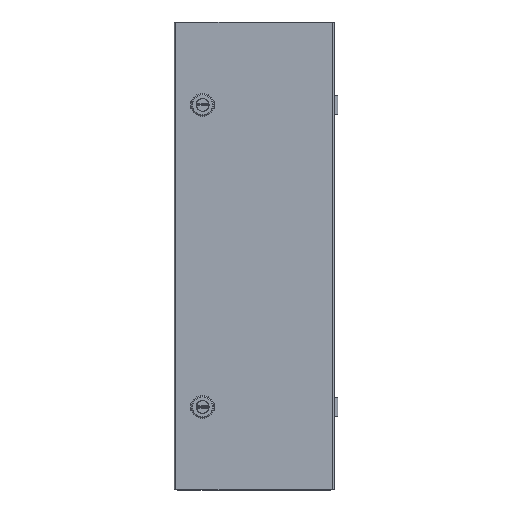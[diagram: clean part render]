
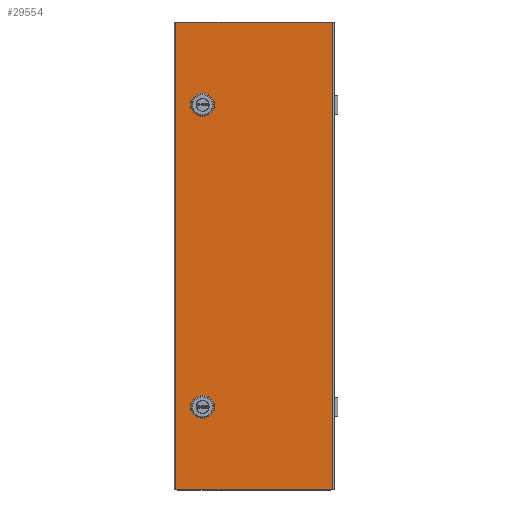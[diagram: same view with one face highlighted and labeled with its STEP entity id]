
A CAD part, top view. The second image highlights one B-rep face of the part: STEP entity #29554.
In plain terms, the highlighted planar face has unit normal (0, 0, 1).
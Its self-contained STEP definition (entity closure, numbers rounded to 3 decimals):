
#1618=FACE_BOUND('',#4287,.T.);
#1619=FACE_BOUND('',#4288,.T.);
#2408=FACE_OUTER_BOUND('',#4286,.T.);
#4286=EDGE_LOOP('',(#20784,#20785,#20786,#20787));
#4287=EDGE_LOOP('',(#20788,#20789,#20790,#20791,#20792,#20793,#20794,#20795,
#20796,#20797));
#4288=EDGE_LOOP('',(#20798,#20799,#20800,#20801,#20802,#20803,#20804,#20805,
#20806,#20807));
#6293=LINE('',#42963,#8815);
#6298=LINE('',#42977,#8820);
#6303=LINE('',#42986,#8825);
#6319=LINE('',#43037,#8841);
#6322=LINE('',#43044,#8844);
#6324=LINE('',#43050,#8846);
#6326=LINE('',#43059,#8848);
#6330=LINE('',#43068,#8852);
#6333=LINE('',#43073,#8855);
#6336=LINE('',#43082,#8858);
#6339=LINE('',#43089,#8861);
#6341=LINE('',#43095,#8863);
#6390=LINE('',#43213,#8912);
#6395=LINE('',#43231,#8917);
#6400=LINE('',#43245,#8922);
#6401=LINE('',#43247,#8923);
#8815=VECTOR('',#35033,0.394);
#8820=VECTOR('',#35046,0.394);
#8825=VECTOR('',#35053,0.394);
#8841=VECTOR('',#35093,0.394);
#8844=VECTOR('',#35102,0.394);
#8846=VECTOR('',#35110,0.394);
#8848=VECTOR('',#35120,0.394);
#8852=VECTOR('',#35130,0.394);
#8855=VECTOR('',#35135,0.394);
#8858=VECTOR('',#35144,0.394);
#8861=VECTOR('',#35153,0.394);
#8863=VECTOR('',#35161,0.394);
#8912=VECTOR('',#35266,0.394);
#8917=VECTOR('',#35291,0.394);
#8922=VECTOR('',#35314,0.394);
#8923=VECTOR('',#35317,0.394);
#11122=CIRCLE('',#31649,0.492);
#11132=CIRCLE('',#31663,0.443);
#11133=CIRCLE('',#31666,0.443);
#11134=CIRCLE('',#31669,0.443);
#11136=CIRCLE('',#31676,0.492);
#11137=CIRCLE('',#31680,0.443);
#11138=CIRCLE('',#31683,0.443);
#11139=CIRCLE('',#31686,0.443);
#12480=VERTEX_POINT('',#42961);
#12481=VERTEX_POINT('',#42962);
#12484=VERTEX_POINT('',#42970);
#12486=VERTEX_POINT('',#42976);
#12489=VERTEX_POINT('',#42984);
#12510=VERTEX_POINT('',#43030);
#12511=VERTEX_POINT('',#43032);
#12512=VERTEX_POINT('',#43036);
#12513=VERTEX_POINT('',#43042);
#12514=VERTEX_POINT('',#43046);
#12516=VERTEX_POINT('',#43057);
#12517=VERTEX_POINT('',#43058);
#12518=VERTEX_POINT('',#43063);
#12519=VERTEX_POINT('',#43067);
#12520=VERTEX_POINT('',#43071);
#12521=VERTEX_POINT('',#43075);
#12522=VERTEX_POINT('',#43076);
#12523=VERTEX_POINT('',#43081);
#12524=VERTEX_POINT('',#43085);
#12525=VERTEX_POINT('',#43091);
#12565=VERTEX_POINT('',#43210);
#12566=VERTEX_POINT('',#43212);
#12568=VERTEX_POINT('',#43228);
#12569=VERTEX_POINT('',#43230);
#15466=EDGE_CURVE('',#12480,#12481,#6293,.T.);
#15470=EDGE_CURVE('',#12484,#12480,#11122,.T.);
#15473=EDGE_CURVE('',#12486,#12484,#6298,.T.);
#15478=EDGE_CURVE('',#12481,#12489,#6303,.T.);
#15501=EDGE_CURVE('',#12511,#12510,#11132,.T.);
#15503=EDGE_CURVE('',#12512,#12511,#6319,.T.);
#15505=EDGE_CURVE('',#12489,#12512,#11133,.T.);
#15507=EDGE_CURVE('',#12510,#12513,#6322,.T.);
#15509=EDGE_CURVE('',#12513,#12514,#11134,.T.);
#15510=EDGE_CURVE('',#12514,#12486,#6324,.T.);
#15513=EDGE_CURVE('',#12516,#12517,#6326,.T.);
#15516=EDGE_CURVE('',#12518,#12516,#11136,.T.);
#15518=EDGE_CURVE('',#12519,#12518,#6330,.T.);
#15521=EDGE_CURVE('',#12517,#12520,#6333,.T.);
#15522=EDGE_CURVE('',#12521,#12522,#11137,.T.);
#15525=EDGE_CURVE('',#12522,#12523,#6336,.T.);
#15527=EDGE_CURVE('',#12523,#12524,#11138,.T.);
#15529=EDGE_CURVE('',#12524,#12519,#6339,.T.);
#15530=EDGE_CURVE('',#12520,#12525,#11139,.T.);
#15532=EDGE_CURVE('',#12525,#12521,#6341,.T.);
#15590=EDGE_CURVE('',#12566,#12565,#6390,.T.);
#15599=EDGE_CURVE('',#12569,#12568,#6395,.T.);
#15607=EDGE_CURVE('',#12566,#12568,#6400,.T.);
#15608=EDGE_CURVE('',#12569,#12565,#6401,.T.);
#20784=ORIENTED_EDGE('',*,*,#15590,.T.);
#20785=ORIENTED_EDGE('',*,*,#15608,.F.);
#20786=ORIENTED_EDGE('',*,*,#15599,.T.);
#20787=ORIENTED_EDGE('',*,*,#15607,.F.);
#20788=ORIENTED_EDGE('',*,*,#15466,.T.);
#20789=ORIENTED_EDGE('',*,*,#15478,.T.);
#20790=ORIENTED_EDGE('',*,*,#15505,.T.);
#20791=ORIENTED_EDGE('',*,*,#15503,.T.);
#20792=ORIENTED_EDGE('',*,*,#15501,.T.);
#20793=ORIENTED_EDGE('',*,*,#15507,.T.);
#20794=ORIENTED_EDGE('',*,*,#15509,.T.);
#20795=ORIENTED_EDGE('',*,*,#15510,.T.);
#20796=ORIENTED_EDGE('',*,*,#15473,.T.);
#20797=ORIENTED_EDGE('',*,*,#15470,.T.);
#20798=ORIENTED_EDGE('',*,*,#15513,.T.);
#20799=ORIENTED_EDGE('',*,*,#15521,.T.);
#20800=ORIENTED_EDGE('',*,*,#15530,.T.);
#20801=ORIENTED_EDGE('',*,*,#15532,.T.);
#20802=ORIENTED_EDGE('',*,*,#15522,.T.);
#20803=ORIENTED_EDGE('',*,*,#15525,.T.);
#20804=ORIENTED_EDGE('',*,*,#15527,.T.);
#20805=ORIENTED_EDGE('',*,*,#15529,.T.);
#20806=ORIENTED_EDGE('',*,*,#15518,.T.);
#20807=ORIENTED_EDGE('',*,*,#15516,.T.);
#28758=PLANE('',#31735);
#29554=ADVANCED_FACE('',(#2408,#1618,#1619),#28758,.T.);
#31649=AXIS2_PLACEMENT_3D('',#42971,#35039,#35040);
#31663=AXIS2_PLACEMENT_3D('',#43033,#35088,#35089);
#31666=AXIS2_PLACEMENT_3D('',#43040,#35097,#35098);
#31669=AXIS2_PLACEMENT_3D('',#43048,#35106,#35107);
#31676=AXIS2_PLACEMENT_3D('',#43064,#35125,#35126);
#31680=AXIS2_PLACEMENT_3D('',#43077,#35138,#35139);
#31683=AXIS2_PLACEMENT_3D('',#43086,#35148,#35149);
#31686=AXIS2_PLACEMENT_3D('',#43092,#35156,#35157);
#31735=AXIS2_PLACEMENT_3D('',#43246,#35315,#35316);
#35033=DIRECTION('',(0.,1.,0.));
#35039=DIRECTION('center_axis',(0.,0.,-1.));
#35040=DIRECTION('ref_axis',(-1.,0.,0.));
#35046=DIRECTION('',(1.,0.,0.));
#35053=DIRECTION('',(-1.,0.,0.));
#35088=DIRECTION('center_axis',(0.,0.,-1.));
#35089=DIRECTION('ref_axis',(-1.,0.,0.));
#35093=DIRECTION('',(0.,1.,0.));
#35097=DIRECTION('center_axis',(0.,0.,-1.));
#35098=DIRECTION('ref_axis',(-1.,0.,0.));
#35102=DIRECTION('',(1.,0.,0.));
#35106=DIRECTION('center_axis',(0.,0.,-1.));
#35107=DIRECTION('ref_axis',(-1.,0.,0.));
#35110=DIRECTION('',(0.,-1.,0.));
#35120=DIRECTION('',(0.,1.,0.));
#35125=DIRECTION('center_axis',(0.,0.,-1.));
#35126=DIRECTION('ref_axis',(-1.,0.,0.));
#35130=DIRECTION('',(1.,0.,0.));
#35135=DIRECTION('',(-1.,0.,0.));
#35138=DIRECTION('center_axis',(0.,0.,-1.));
#35139=DIRECTION('ref_axis',(-1.,0.,0.));
#35144=DIRECTION('',(1.,0.,0.));
#35148=DIRECTION('center_axis',(0.,0.,-1.));
#35149=DIRECTION('ref_axis',(-1.,0.,0.));
#35153=DIRECTION('',(0.,-1.,0.));
#35156=DIRECTION('center_axis',(0.,0.,-1.));
#35157=DIRECTION('ref_axis',(-1.,0.,0.));
#35161=DIRECTION('',(0.,1.,0.));
#35266=DIRECTION('',(0.,-1.,0.));
#35291=DIRECTION('',(0.,1.,0.));
#35314=DIRECTION('',(1.,0.,0.));
#35315=DIRECTION('center_axis',(0.,0.,1.));
#35316=DIRECTION('ref_axis',(1.,0.,0.));
#35317=DIRECTION('',(-1.,0.,0.));
#42961=CARTESIAN_POINT('',(-2.729,-8.236,0.055));
#42962=CARTESIAN_POINT('',(-2.729,-8.146,0.055));
#42963=CARTESIAN_POINT('',(-2.729,-4.118,0.055));
#42970=CARTESIAN_POINT('',(-2.164,-7.671,0.055));
#42971=CARTESIAN_POINT('Origin',(-2.65,-7.75,0.055));
#42976=CARTESIAN_POINT('',(-2.254,-7.671,0.055));
#42977=CARTESIAN_POINT('',(-1.364,-7.671,0.055));
#42984=CARTESIAN_POINT('',(-2.849,-8.146,0.055));
#42986=CARTESIAN_POINT('',(-1.225,-8.146,0.055));
#43030=CARTESIAN_POINT('',(-2.849,-7.354,0.055));
#43032=CARTESIAN_POINT('',(-3.046,-7.551,0.055));
#43033=CARTESIAN_POINT('Origin',(-2.65,-7.75,0.055));
#43036=CARTESIAN_POINT('',(-3.046,-7.949,0.055));
#43037=CARTESIAN_POINT('',(-3.046,-3.975,0.055));
#43040=CARTESIAN_POINT('Origin',(-2.65,-7.75,0.055));
#43042=CARTESIAN_POINT('',(-2.451,-7.354,0.055));
#43044=CARTESIAN_POINT('',(-1.425,-7.354,0.055));
#43046=CARTESIAN_POINT('',(-2.254,-7.551,0.055));
#43048=CARTESIAN_POINT('Origin',(-2.65,-7.75,0.055));
#43050=CARTESIAN_POINT('',(-2.254,-3.775,0.055));
#43057=CARTESIAN_POINT('',(-2.729,7.264,0.055));
#43058=CARTESIAN_POINT('',(-2.729,7.354,0.055));
#43059=CARTESIAN_POINT('',(-2.729,3.632,0.055));
#43063=CARTESIAN_POINT('',(-2.164,7.829,0.055));
#43064=CARTESIAN_POINT('Origin',(-2.65,7.75,0.055));
#43067=CARTESIAN_POINT('',(-2.254,7.829,0.055));
#43068=CARTESIAN_POINT('',(-1.364,7.829,0.055));
#43071=CARTESIAN_POINT('',(-2.849,7.354,0.055));
#43073=CARTESIAN_POINT('',(-1.225,7.354,0.055));
#43075=CARTESIAN_POINT('',(-3.046,7.949,0.055));
#43076=CARTESIAN_POINT('',(-2.849,8.146,0.055));
#43077=CARTESIAN_POINT('Origin',(-2.65,7.75,0.055));
#43081=CARTESIAN_POINT('',(-2.451,8.146,0.055));
#43082=CARTESIAN_POINT('',(-1.425,8.146,0.055));
#43085=CARTESIAN_POINT('',(-2.254,7.949,0.055));
#43086=CARTESIAN_POINT('Origin',(-2.65,7.75,0.055));
#43089=CARTESIAN_POINT('',(-2.254,3.975,0.055));
#43091=CARTESIAN_POINT('',(-3.046,7.551,0.055));
#43092=CARTESIAN_POINT('Origin',(-2.65,7.75,0.055));
#43095=CARTESIAN_POINT('',(-3.046,3.775,0.055));
#43210=CARTESIAN_POINT('',(-4.024,-12.,0.055));
#43212=CARTESIAN_POINT('',(-4.024,12.,0.055));
#43213=CARTESIAN_POINT('',(-4.024,6.,0.055));
#43228=CARTESIAN_POINT('',(4.024,12.,0.055));
#43230=CARTESIAN_POINT('',(4.024,-12.,0.055));
#43231=CARTESIAN_POINT('',(4.024,-6.,0.055));
#43245=CARTESIAN_POINT('',(4.11,12.,0.055));
#43246=CARTESIAN_POINT('Origin',(0.,0.,0.055));
#43247=CARTESIAN_POINT('',(-4.11,-12.,0.055));
